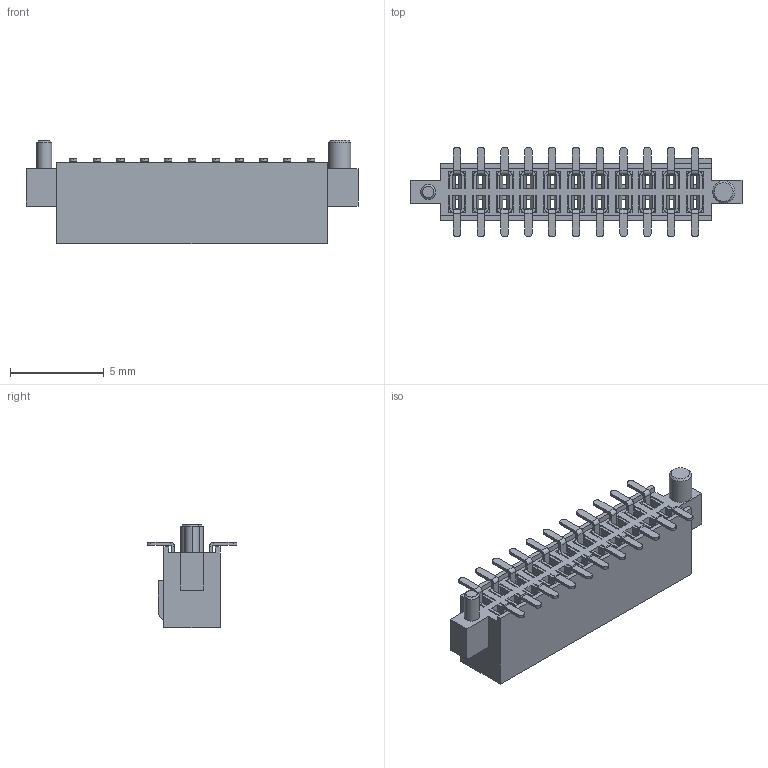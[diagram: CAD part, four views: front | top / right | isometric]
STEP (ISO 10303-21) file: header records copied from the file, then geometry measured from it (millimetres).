
FILE_DESCRIPTION (( 'STEP AP214' ), '1' );
FILE_NAME ('FFH12723-D22S1014K6MA-REF.STEP', '2026-03-05T03:42:30', ( '' ), ( '' ), 'SwSTEP 2.0', 'SolidWorks 2021', '' );
FILE_SCHEMA (( 'AUTOMOTIVE_DESIGN' ));
Length unit declared in the file: millimetre
Products named in the file (1): FFH12723-D22S1014K6MA-REF
Bounding box: 17.72 x 4.8 x 5.5 mm (x, y, z)
Volume: 142.1 mm3; surface area: 860 mm2
Topology: 1 solids, 1 shells, 1572 faces, 3842 edges, 2208 vertices
Faces by surface type: plane 1212, cylinder 356, cone 4
Entity records: 44780 total; most frequent: DIRECTION 7704, ORIENTED_EDGE 7684, CARTESIAN_POINT 7623, EDGE_CURVE 3842, VECTOR 3126, LINE 3126, AXIS2_PLACEMENT_3D 2289, VERTEX_POINT 2208
